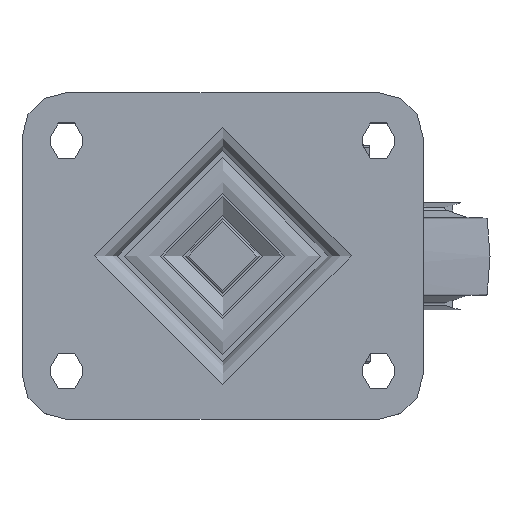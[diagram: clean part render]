
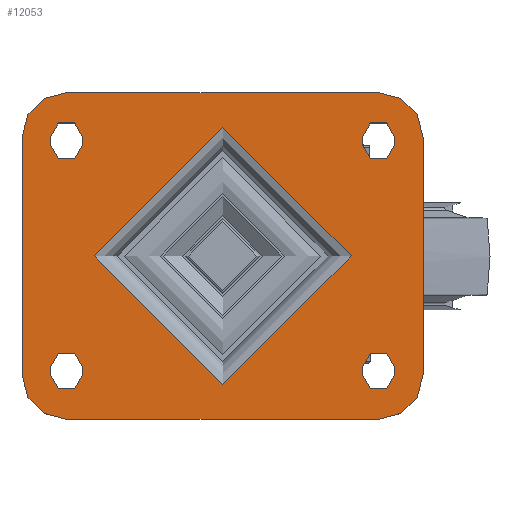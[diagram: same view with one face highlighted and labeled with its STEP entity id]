
A CAD part, top view. The second image highlights one B-rep face of the part: STEP entity #12053.
In plain terms, the highlighted planar face has unit normal (0, 0, 1).
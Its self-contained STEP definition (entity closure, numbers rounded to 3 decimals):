
#948=FACE_BOUND('',#2282,.T.);
#949=FACE_BOUND('',#2283,.T.);
#950=FACE_BOUND('',#2284,.T.);
#951=FACE_BOUND('',#2285,.T.);
#952=FACE_BOUND('',#2286,.T.);
#1103=PLANE('',#13071);
#1522=FACE_OUTER_BOUND('',#2281,.T.);
#2281=EDGE_LOOP('',(#8386,#8387,#8388,#8389,#8390,#8391,#8392,#8393));
#2282=EDGE_LOOP('',(#8394,#8395,#8396,#8397));
#2283=EDGE_LOOP('',(#8398,#8399,#8400,#8401));
#2284=EDGE_LOOP('',(#8402,#8403,#8404,#8405));
#2285=EDGE_LOOP('',(#8406,#8407,#8408,#8409));
#2286=EDGE_LOOP('',(#8410));
#3200=LINE('',#17335,#4021);
#3201=LINE('',#17339,#4022);
#3202=LINE('',#17343,#4023);
#3203=LINE('',#17346,#4024);
#3204=LINE('',#17349,#4025);
#3205=LINE('',#17353,#4026);
#3206=LINE('',#17357,#4027);
#3207=LINE('',#17361,#4028);
#3208=LINE('',#17365,#4029);
#3209=LINE('',#17369,#4030);
#3210=LINE('',#17373,#4031);
#3211=LINE('',#17377,#4032);
#4021=VECTOR('',#14311,1000.);
#4022=VECTOR('',#14314,1000.);
#4023=VECTOR('',#14317,1000.);
#4024=VECTOR('',#14320,1000.);
#4025=VECTOR('',#14321,1000.);
#4026=VECTOR('',#14324,1000.);
#4027=VECTOR('',#14327,1000.);
#4028=VECTOR('',#14330,1000.);
#4029=VECTOR('',#14333,1000.);
#4030=VECTOR('',#14336,1000.);
#4031=VECTOR('',#14339,1000.);
#4032=VECTOR('',#14342,1000.);
#4843=CIRCLE('',#13040,43.246);
#4866=CIRCLE('',#13072,15.);
#4867=CIRCLE('',#13073,15.);
#4868=CIRCLE('',#13074,15.);
#4869=CIRCLE('',#13075,15.);
#4870=CIRCLE('',#13076,5.5);
#4871=CIRCLE('',#13077,5.5);
#4872=CIRCLE('',#13078,5.5);
#4873=CIRCLE('',#13079,5.5);
#4874=CIRCLE('',#13080,5.5);
#4875=CIRCLE('',#13081,5.5);
#4876=CIRCLE('',#13082,5.5);
#4877=CIRCLE('',#13083,5.5);
#5316=VERTEX_POINT('',#17252);
#5348=VERTEX_POINT('',#17331);
#5349=VERTEX_POINT('',#17332);
#5350=VERTEX_POINT('',#17334);
#5351=VERTEX_POINT('',#17336);
#5352=VERTEX_POINT('',#17338);
#5353=VERTEX_POINT('',#17340);
#5354=VERTEX_POINT('',#17342);
#5355=VERTEX_POINT('',#17344);
#5356=VERTEX_POINT('',#17347);
#5357=VERTEX_POINT('',#17348);
#5358=VERTEX_POINT('',#17350);
#5359=VERTEX_POINT('',#17352);
#5360=VERTEX_POINT('',#17355);
#5361=VERTEX_POINT('',#17356);
#5362=VERTEX_POINT('',#17358);
#5363=VERTEX_POINT('',#17360);
#5364=VERTEX_POINT('',#17363);
#5365=VERTEX_POINT('',#17364);
#5366=VERTEX_POINT('',#17366);
#5367=VERTEX_POINT('',#17368);
#5368=VERTEX_POINT('',#17371);
#5369=VERTEX_POINT('',#17372);
#5370=VERTEX_POINT('',#17374);
#5371=VERTEX_POINT('',#17376);
#6517=EDGE_CURVE('',#5316,#5316,#4843,.T.);
#6554=EDGE_CURVE('',#5348,#5349,#4866,.T.);
#6555=EDGE_CURVE('',#5350,#5349,#3200,.T.);
#6556=EDGE_CURVE('',#5351,#5350,#4867,.T.);
#6557=EDGE_CURVE('',#5352,#5351,#3201,.T.);
#6558=EDGE_CURVE('',#5353,#5352,#4868,.T.);
#6559=EDGE_CURVE('',#5354,#5353,#3202,.T.);
#6560=EDGE_CURVE('',#5354,#5355,#4869,.T.);
#6561=EDGE_CURVE('',#5348,#5355,#3203,.T.);
#6562=EDGE_CURVE('',#5356,#5357,#3204,.T.);
#6563=EDGE_CURVE('',#5357,#5358,#4870,.T.);
#6564=EDGE_CURVE('',#5358,#5359,#3205,.T.);
#6565=EDGE_CURVE('',#5359,#5356,#4871,.T.);
#6566=EDGE_CURVE('',#5360,#5361,#3206,.T.);
#6567=EDGE_CURVE('',#5361,#5362,#4872,.T.);
#6568=EDGE_CURVE('',#5362,#5363,#3207,.T.);
#6569=EDGE_CURVE('',#5363,#5360,#4873,.T.);
#6570=EDGE_CURVE('',#5364,#5365,#3208,.T.);
#6571=EDGE_CURVE('',#5365,#5366,#4874,.T.);
#6572=EDGE_CURVE('',#5366,#5367,#3209,.T.);
#6573=EDGE_CURVE('',#5367,#5364,#4875,.T.);
#6574=EDGE_CURVE('',#5368,#5369,#3210,.T.);
#6575=EDGE_CURVE('',#5369,#5370,#4876,.T.);
#6576=EDGE_CURVE('',#5370,#5371,#3211,.T.);
#6577=EDGE_CURVE('',#5371,#5368,#4877,.T.);
#8386=ORIENTED_EDGE('',*,*,#6554,.T.);
#8387=ORIENTED_EDGE('',*,*,#6555,.F.);
#8388=ORIENTED_EDGE('',*,*,#6556,.F.);
#8389=ORIENTED_EDGE('',*,*,#6557,.F.);
#8390=ORIENTED_EDGE('',*,*,#6558,.F.);
#8391=ORIENTED_EDGE('',*,*,#6559,.F.);
#8392=ORIENTED_EDGE('',*,*,#6560,.T.);
#8393=ORIENTED_EDGE('',*,*,#6561,.F.);
#8394=ORIENTED_EDGE('',*,*,#6562,.T.);
#8395=ORIENTED_EDGE('',*,*,#6563,.T.);
#8396=ORIENTED_EDGE('',*,*,#6564,.T.);
#8397=ORIENTED_EDGE('',*,*,#6565,.T.);
#8398=ORIENTED_EDGE('',*,*,#6566,.T.);
#8399=ORIENTED_EDGE('',*,*,#6567,.T.);
#8400=ORIENTED_EDGE('',*,*,#6568,.T.);
#8401=ORIENTED_EDGE('',*,*,#6569,.T.);
#8402=ORIENTED_EDGE('',*,*,#6570,.T.);
#8403=ORIENTED_EDGE('',*,*,#6571,.T.);
#8404=ORIENTED_EDGE('',*,*,#6572,.T.);
#8405=ORIENTED_EDGE('',*,*,#6573,.T.);
#8406=ORIENTED_EDGE('',*,*,#6574,.T.);
#8407=ORIENTED_EDGE('',*,*,#6575,.T.);
#8408=ORIENTED_EDGE('',*,*,#6576,.T.);
#8409=ORIENTED_EDGE('',*,*,#6577,.T.);
#8410=ORIENTED_EDGE('',*,*,#6517,.F.);
#12053=ADVANCED_FACE('',(#1522,#948,#949,#950,#951,#952),#1103,.T.);
#13040=AXIS2_PLACEMENT_3D('',#17254,#14231,#14232);
#13071=AXIS2_PLACEMENT_3D('',#17330,#14307,#14308);
#13072=AXIS2_PLACEMENT_3D('',#17333,#14309,#14310);
#13073=AXIS2_PLACEMENT_3D('',#17337,#14312,#14313);
#13074=AXIS2_PLACEMENT_3D('',#17341,#14315,#14316);
#13075=AXIS2_PLACEMENT_3D('',#17345,#14318,#14319);
#13076=AXIS2_PLACEMENT_3D('',#17351,#14322,#14323);
#13077=AXIS2_PLACEMENT_3D('',#17354,#14325,#14326);
#13078=AXIS2_PLACEMENT_3D('',#17359,#14328,#14329);
#13079=AXIS2_PLACEMENT_3D('',#17362,#14331,#14332);
#13080=AXIS2_PLACEMENT_3D('',#17367,#14334,#14335);
#13081=AXIS2_PLACEMENT_3D('',#17370,#14337,#14338);
#13082=AXIS2_PLACEMENT_3D('',#17375,#14340,#14341);
#13083=AXIS2_PLACEMENT_3D('',#17378,#14343,#14344);
#14231=DIRECTION('center_axis',(0.,0.,1.));
#14232=DIRECTION('ref_axis',(-1.,0.,0.));
#14307=DIRECTION('center_axis',(0.,0.,1.));
#14308=DIRECTION('ref_axis',(1.,0.,0.));
#14309=DIRECTION('center_axis',(0.,0.,1.));
#14310=DIRECTION('ref_axis',(-1.,0.,0.));
#14311=DIRECTION('',(-1.,0.,0.));
#14312=DIRECTION('center_axis',(0.,0.,-1.));
#14313=DIRECTION('ref_axis',(1.,0.,0.));
#14314=DIRECTION('',(0.,-1.,0.));
#14315=DIRECTION('center_axis',(0.,0.,-1.));
#14316=DIRECTION('ref_axis',(0.,1.,0.));
#14317=DIRECTION('',(1.,0.,0.));
#14318=DIRECTION('center_axis',(0.,0.,1.));
#14319=DIRECTION('ref_axis',(0.,1.,0.));
#14320=DIRECTION('',(0.,1.,0.));
#14321=DIRECTION('',(0.,-1.,0.));
#14322=DIRECTION('center_axis',(0.,0.,-1.));
#14323=DIRECTION('ref_axis',(1.,0.,0.));
#14324=DIRECTION('',(0.,1.,0.));
#14325=DIRECTION('center_axis',(0.,0.,-1.));
#14326=DIRECTION('ref_axis',(1.,0.,0.));
#14327=DIRECTION('',(0.,1.,0.));
#14328=DIRECTION('center_axis',(0.,0.,-1.));
#14329=DIRECTION('ref_axis',(1.,0.,0.));
#14330=DIRECTION('',(0.,-1.,0.));
#14331=DIRECTION('center_axis',(0.,0.,-1.));
#14332=DIRECTION('ref_axis',(1.,0.,0.));
#14333=DIRECTION('',(0.,-1.,0.));
#14334=DIRECTION('center_axis',(0.,0.,-1.));
#14335=DIRECTION('ref_axis',(-1.,0.,0.));
#14336=DIRECTION('',(0.,1.,0.));
#14337=DIRECTION('center_axis',(0.,0.,-1.));
#14338=DIRECTION('ref_axis',(-1.,0.,0.));
#14339=DIRECTION('',(0.,1.,0.));
#14340=DIRECTION('center_axis',(0.,0.,-1.));
#14341=DIRECTION('ref_axis',(-1.,0.,0.));
#14342=DIRECTION('',(0.,-1.,0.));
#14343=DIRECTION('center_axis',(0.,0.,-1.));
#14344=DIRECTION('ref_axis',(-1.,0.,0.));
#17252=CARTESIAN_POINT('',(43.246,0.,0.));
#17254=CARTESIAN_POINT('Origin',(0.,0.,0.));
#17330=CARTESIAN_POINT('Origin',(0.,0.,0.));
#17331=CARTESIAN_POINT('',(-67.5,-40.,0.));
#17332=CARTESIAN_POINT('',(-52.5,-55.,0.));
#17333=CARTESIAN_POINT('Origin',(-52.5,-40.,0.));
#17334=CARTESIAN_POINT('',(52.5,-55.,0.));
#17335=CARTESIAN_POINT('',(52.5,-55.,0.));
#17336=CARTESIAN_POINT('',(67.5,-40.,0.));
#17337=CARTESIAN_POINT('Origin',(52.5,-40.,0.));
#17338=CARTESIAN_POINT('',(67.5,40.,0.));
#17339=CARTESIAN_POINT('',(67.5,40.,0.));
#17340=CARTESIAN_POINT('',(52.5,55.,0.));
#17341=CARTESIAN_POINT('Origin',(52.5,40.,0.));
#17342=CARTESIAN_POINT('',(-52.5,55.,0.));
#17343=CARTESIAN_POINT('',(-52.5,55.,0.));
#17344=CARTESIAN_POINT('',(-67.5,40.,0.));
#17345=CARTESIAN_POINT('Origin',(-52.5,40.,0.));
#17346=CARTESIAN_POINT('',(-67.5,-40.,0.));
#17347=CARTESIAN_POINT('',(-47.,40.,0.));
#17348=CARTESIAN_POINT('',(-47.,37.5,0.));
#17349=CARTESIAN_POINT('',(-47.,37.5,0.));
#17350=CARTESIAN_POINT('',(-58.,37.5,0.));
#17351=CARTESIAN_POINT('Origin',(-52.5,37.5,0.));
#17352=CARTESIAN_POINT('',(-58.,40.,0.));
#17353=CARTESIAN_POINT('',(-58.,37.5,0.));
#17354=CARTESIAN_POINT('Origin',(-52.5,40.,0.));
#17355=CARTESIAN_POINT('',(-58.,-40.,0.));
#17356=CARTESIAN_POINT('',(-58.,-37.5,0.));
#17357=CARTESIAN_POINT('',(-58.,-37.5,0.));
#17358=CARTESIAN_POINT('',(-47.,-37.5,0.));
#17359=CARTESIAN_POINT('Origin',(-52.5,-37.5,0.));
#17360=CARTESIAN_POINT('',(-47.,-40.,0.));
#17361=CARTESIAN_POINT('',(-47.,-37.5,0.));
#17362=CARTESIAN_POINT('Origin',(-52.5,-40.,0.));
#17363=CARTESIAN_POINT('',(58.,40.,0.));
#17364=CARTESIAN_POINT('',(58.,37.5,0.));
#17365=CARTESIAN_POINT('',(58.,37.5,0.));
#17366=CARTESIAN_POINT('',(47.,37.5,0.));
#17367=CARTESIAN_POINT('Origin',(52.5,37.5,0.));
#17368=CARTESIAN_POINT('',(47.,40.,0.));
#17369=CARTESIAN_POINT('',(47.,37.5,0.));
#17370=CARTESIAN_POINT('Origin',(52.5,40.,0.));
#17371=CARTESIAN_POINT('',(47.,-40.,0.));
#17372=CARTESIAN_POINT('',(47.,-37.5,0.));
#17373=CARTESIAN_POINT('',(47.,-37.5,0.));
#17374=CARTESIAN_POINT('',(58.,-37.5,0.));
#17375=CARTESIAN_POINT('Origin',(52.5,-37.5,0.));
#17376=CARTESIAN_POINT('',(58.,-40.,0.));
#17377=CARTESIAN_POINT('',(58.,-37.5,0.));
#17378=CARTESIAN_POINT('Origin',(52.5,-40.,0.));
